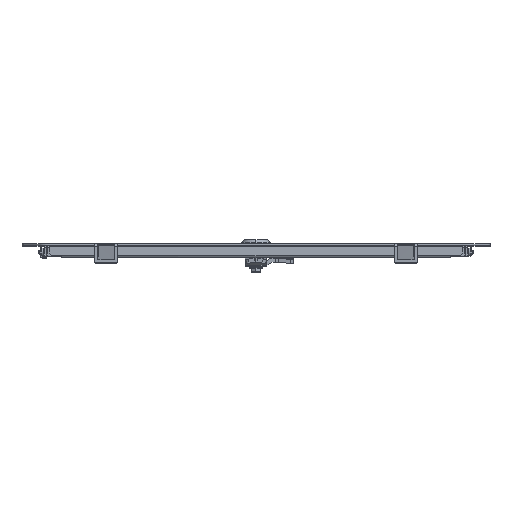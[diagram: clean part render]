
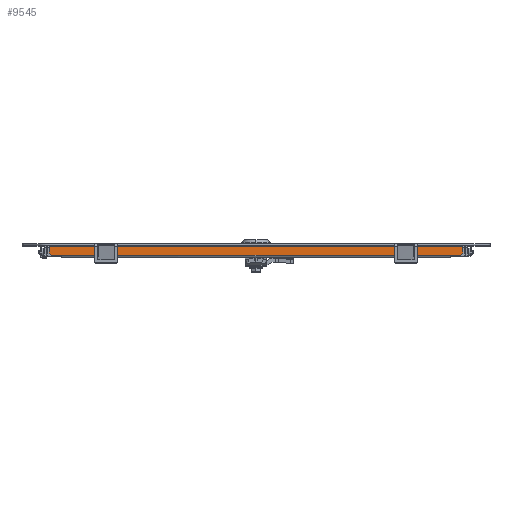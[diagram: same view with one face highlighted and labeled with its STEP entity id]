
A CAD part, top view. The second image highlights one B-rep face of the part: STEP entity #9545.
In plain terms, the highlighted planar face has unit normal (0, 0, 1).
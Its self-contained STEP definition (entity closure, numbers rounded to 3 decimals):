
#274 = AXIS2_PLACEMENT_3D ( 'NONE', #13011, #24839, #17700 ) ;
#497 = CARTESIAN_POINT ( 'NONE',  ( 0., -11., 162.25 ) ) ;
#1382 = CARTESIAN_POINT ( 'NONE',  ( -203.5, 0., 162.25 ) ) ;
#1947 = ORIENTED_EDGE ( 'NONE', *, *, #5049, .T. ) ;
#2208 = LINE ( 'NONE', #26585, #12717 ) ;
#2617 = CARTESIAN_POINT ( 'NONE',  ( -201.5, -11., 162.25 ) ) ;
#2828 = CARTESIAN_POINT ( 'NONE',  ( 201.5, -11., 162.25 ) ) ;
#3314 = LINE ( 'NONE', #1382, #6629 ) ;
#3330 = ORIENTED_EDGE ( 'NONE', *, *, #6675, .T. ) ;
#3483 = CARTESIAN_POINT ( 'NONE',  ( -191.5, -11., 162.25 ) ) ;
#3795 = VECTOR ( 'NONE', #23889, 1000. ) ;
#4002 = VERTEX_POINT ( 'NONE', #19881 ) ;
#4205 = LINE ( 'NONE', #28599, #28101 ) ;
#4259 = ORIENTED_EDGE ( 'NONE', *, *, #19059, .T. ) ;
#4647 = ORIENTED_EDGE ( 'NONE', *, *, #28136, .T. ) ;
#5049 = EDGE_CURVE ( 'NONE', #4002, #5689, #27617, .T. ) ;
#5201 = VERTEX_POINT ( 'NONE', #2617 ) ;
#5589 = DIRECTION ( 'NONE',  ( 0., -1., 0. ) ) ;
#5689 = VERTEX_POINT ( 'NONE', #8436 ) ;
#6481 = EDGE_CURVE ( 'NONE', #22224, #15027, #9943, .T. ) ;
#6629 = VECTOR ( 'NONE', #5589, 1000. ) ;
#6675 = EDGE_CURVE ( 'NONE', #5689, #22224, #30116, .T. ) ;
#7673 = VECTOR ( 'NONE', #12388, 1000. ) ;
#8031 = DIRECTION ( 'NONE',  ( -1., 0., 0. ) ) ;
#8436 = CARTESIAN_POINT ( 'NONE',  ( 201.5, -11., 162.25 ) ) ;
#9545 = ADVANCED_FACE ( 'NONE', ( #22243 ), #15126, .T. ) ;
#9731 = CARTESIAN_POINT ( 'NONE',  ( -203.5, -9., 162.25 ) ) ;
#9735 = VECTOR ( 'NONE', #29826, 1000. ) ;
#9943 = LINE ( 'NONE', #19467, #7673 ) ;
#9959 = DIRECTION ( 'NONE',  ( 0.707, -0.707, 0. ) ) ;
#11618 = CARTESIAN_POINT ( 'NONE',  ( 0., -11., 162.25 ) ) ;
#12388 = DIRECTION ( 'NONE',  ( 0., 1., 0. ) ) ;
#12717 = VECTOR ( 'NONE', #9959, 1000. ) ;
#13011 = CARTESIAN_POINT ( 'NONE',  ( 0., 0., 162.25 ) ) ;
#13876 = CARTESIAN_POINT ( 'NONE',  ( 203.5, -2.5, 162.25 ) ) ;
#15027 = VERTEX_POINT ( 'NONE', #13876 ) ;
#15040 = DIRECTION ( 'NONE',  ( 1., 0., 0. ) ) ;
#15126 = PLANE ( 'NONE',  #274 ) ;
#16147 = ORIENTED_EDGE ( 'NONE', *, *, #20795, .T. ) ;
#17240 = EDGE_CURVE ( 'NONE', #28153, #4002, #25989, .T. ) ;
#17700 = DIRECTION ( 'NONE',  ( 0., -1., 0. ) ) ;
#17832 = ORIENTED_EDGE ( 'NONE', *, *, #26365, .T. ) ;
#19059 = EDGE_CURVE ( 'NONE', #5201, #28153, #4205, .T. ) ;
#19467 = CARTESIAN_POINT ( 'NONE',  ( 203.5, 0., 162.25 ) ) ;
#19849 = VECTOR ( 'NONE', #8031, 1000. ) ;
#19881 = CARTESIAN_POINT ( 'NONE',  ( 191.5, -11., 162.25 ) ) ;
#20153 = LINE ( 'NONE', #30651, #19849 ) ;
#20795 = EDGE_CURVE ( 'NONE', #21334, #5201, #2208, .T. ) ;
#21166 = DIRECTION ( 'NONE',  ( 1., 0., 0. ) ) ;
#21334 = VERTEX_POINT ( 'NONE', #9731 ) ;
#21788 = ORIENTED_EDGE ( 'NONE', *, *, #6481, .T. ) ;
#22224 = VERTEX_POINT ( 'NONE', #24471 ) ;
#22243 = FACE_OUTER_BOUND ( 'NONE', #29247, .T. ) ;
#23444 = VERTEX_POINT ( 'NONE', #24305 ) ;
#23889 = DIRECTION ( 'NONE',  ( 1., 0., 0. ) ) ;
#24305 = CARTESIAN_POINT ( 'NONE',  ( -203.5, -2.5, 162.25 ) ) ;
#24471 = CARTESIAN_POINT ( 'NONE',  ( 203.5, -9., 162.25 ) ) ;
#24839 = DIRECTION ( 'NONE',  ( 0., 0., 1. ) ) ;
#25989 = LINE ( 'NONE', #11618, #3795 ) ;
#26365 = EDGE_CURVE ( 'NONE', #15027, #23444, #20153, .T. ) ;
#26585 = CARTESIAN_POINT ( 'NONE',  ( -203.5, -9., 162.25 ) ) ;
#26698 = VECTOR ( 'NONE', #15040, 1000. ) ;
#27617 = LINE ( 'NONE', #497, #26698 ) ;
#28101 = VECTOR ( 'NONE', #21166, 1000. ) ;
#28136 = EDGE_CURVE ( 'NONE', #23444, #21334, #3314, .T. ) ;
#28153 = VERTEX_POINT ( 'NONE', #3483 ) ;
#28599 = CARTESIAN_POINT ( 'NONE',  ( 0., -11., 162.25 ) ) ;
#29247 = EDGE_LOOP ( 'NONE', ( #4647, #16147, #4259, #31447, #1947, #3330, #21788, #17832 ) ) ;
#29826 = DIRECTION ( 'NONE',  ( 0.707, 0.707, 0. ) ) ;
#30116 = LINE ( 'NONE', #2828, #9735 ) ;
#30651 = CARTESIAN_POINT ( 'NONE',  ( 203.5, -2.5, 162.25 ) ) ;
#31447 = ORIENTED_EDGE ( 'NONE', *, *, #17240, .T. ) ;
